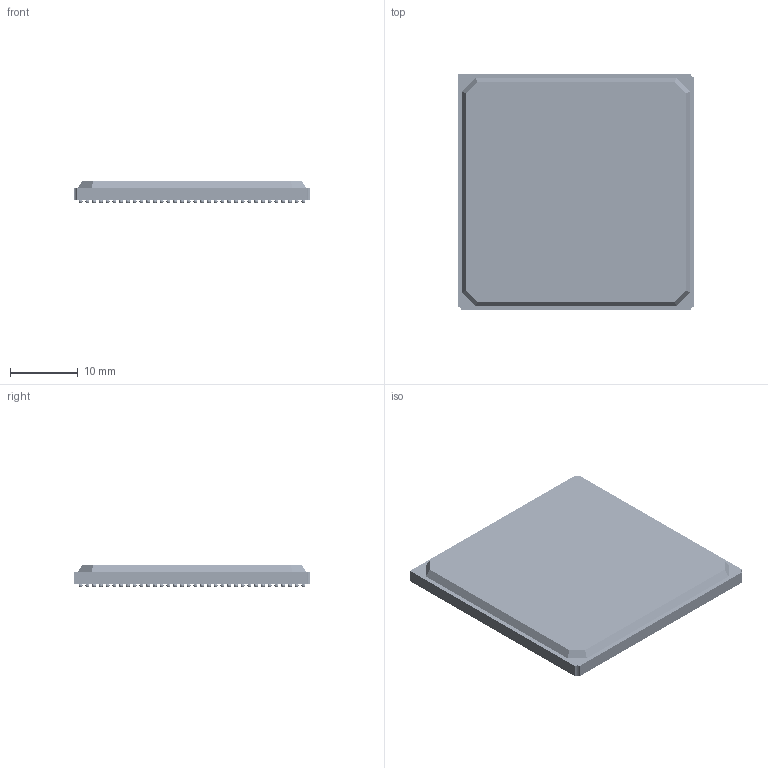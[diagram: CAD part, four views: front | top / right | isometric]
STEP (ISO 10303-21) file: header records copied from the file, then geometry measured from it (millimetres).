
FILE_DESCRIPTION((''),'2;1');
FILE_NAME('BGA1136C100P34X34_3500X3500X340.stp','2010-11-11T14:05:54',(''),(''),'Mechanical Desktop 2011','Mechanical Desktop 2011',', , ');
FILE_SCHEMA(('AUTOMOTIVE_DESIGN { 1 2 10303 214 1 1 1 1 }'));
Length unit declared in the file: millimetre
Products named in the file (1): Product
Bounding box: 35 x 35 x 3.4 mm (x, y, z)
Volume: 3527.2 mm3; surface area: 8737.6 mm2
Topology: 1139 solids, 1139 shells, 3436 faces, 8018 edges, 3452 vertices
Faces by surface type: sphere 2272, plane 1158, cylinder 6
Entity records: 67876 total; most frequent: DIRECTION 13768, CARTESIAN_POINT 10363, ORIENTED_EDGE 6948, AXIS2_PLACEMENT_3D 6857, EDGE_LOOP 4572, EDGE_CURVE 3474, VERTEX_POINT 3452, FACE_OUTER_BOUND 3436
